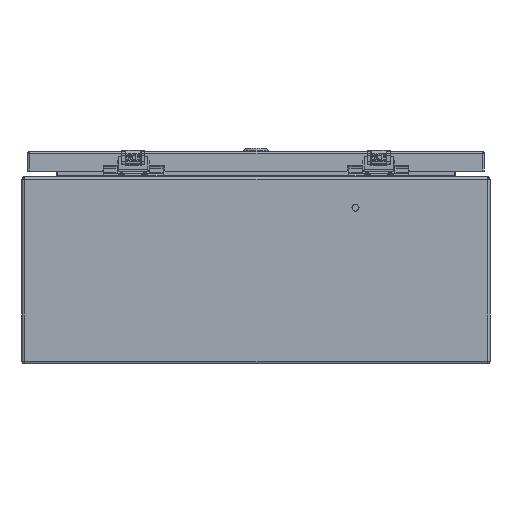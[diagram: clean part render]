
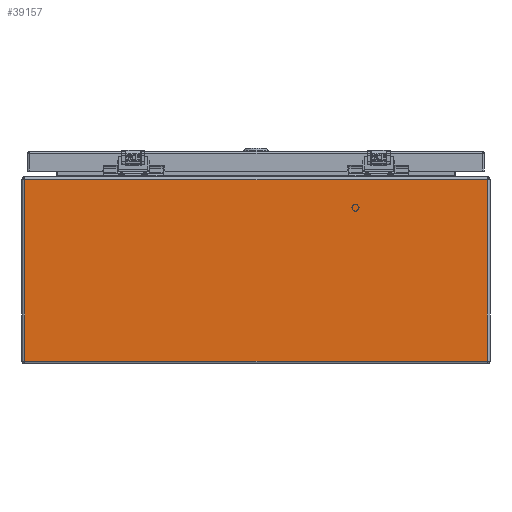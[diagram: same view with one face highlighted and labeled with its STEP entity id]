
A CAD part, left-side view. The second image highlights one B-rep face of the part: STEP entity #39157.
In plain terms, the highlighted planar face has unit normal (-1, 0, 0).
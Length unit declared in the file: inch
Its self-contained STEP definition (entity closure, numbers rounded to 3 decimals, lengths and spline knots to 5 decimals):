
#1483 = CARTESIAN_POINT ( 'NONE',  ( -23.88189, 0.11811, 0. ) ) ;
#2294 = CARTESIAN_POINT ( 'NONE',  ( -23.88189, 0., 0.11811 ) ) ;
#2833 = VERTEX_POINT ( 'NONE', #19097 ) ;
#3225 = VECTOR ( 'NONE', #22651, 39.37008 ) ;
#7120 = LINE ( 'NONE', #20095, #3225 ) ;
#8391 = ORIENTED_EDGE ( 'NONE', *, *, #10892, .T. ) ;
#8760 = ORIENTED_EDGE ( 'NONE', *, *, #37475, .T. ) ;
#9283 = DIRECTION ( 'NONE',  ( 1., 0., 0. ) ) ;
#9865 = CARTESIAN_POINT ( 'NONE',  ( -23.88189, 19.88189, 0. ) ) ;
#10892 = EDGE_CURVE ( 'NONE', #23716, #2833, #25682, .T. ) ;
#11014 = LINE ( 'NONE', #37149, #36986 ) ;
#15901 = VECTOR ( 'NONE', #16108, 39.37008 ) ;
#16108 = DIRECTION ( 'NONE',  ( 0., 0., -1. ) ) ;
#16907 = AXIS2_PLACEMENT_3D ( 'NONE', #2294, #9283, #32039 ) ;
#17932 = ORIENTED_EDGE ( 'NONE', *, *, #34225, .T. ) ;
#18006 = DIRECTION ( 'NONE',  ( 0., -1., 0. ) ) ;
#19097 = CARTESIAN_POINT ( 'NONE',  ( -23.88189, 19.88189, -7.76378 ) ) ;
#20095 = CARTESIAN_POINT ( 'NONE',  ( -23.88189, 0.11811, 0.11811 ) ) ;
#21388 = VECTOR ( 'NONE', #41241, 39.37008 ) ;
#22651 = DIRECTION ( 'NONE',  ( 0., 0., 1. ) ) ;
#22913 = EDGE_CURVE ( 'NONE', #2833, #36441, #11014, .T. ) ;
#23716 = VERTEX_POINT ( 'NONE', #9865 ) ;
#24880 = CARTESIAN_POINT ( 'NONE',  ( -23.88189, 0.11811, -7.76378 ) ) ;
#25493 = CARTESIAN_POINT ( 'NONE',  ( -23.88189, 0., 0. ) ) ;
#25662 = VERTEX_POINT ( 'NONE', #1483 ) ;
#25682 = LINE ( 'NONE', #38651, #15901 ) ;
#28266 = LINE ( 'NONE', #25493, #21388 ) ;
#32039 = DIRECTION ( 'NONE',  ( 0., 0., -1. ) ) ;
#32255 = PLANE ( 'NONE',  #16907 ) ;
#33308 = EDGE_LOOP ( 'NONE', ( #8391, #40661, #8760, #17932 ) ) ;
#34225 = EDGE_CURVE ( 'NONE', #25662, #23716, #28266, .T. ) ;
#36441 = VERTEX_POINT ( 'NONE', #24880 ) ;
#36986 = VECTOR ( 'NONE', #18006, 39.37008 ) ;
#37149 = CARTESIAN_POINT ( 'NONE',  ( -23.88189, 0., -7.76378 ) ) ;
#37475 = EDGE_CURVE ( 'NONE', #36441, #25662, #7120, .T. ) ;
#38411 = FACE_OUTER_BOUND ( 'NONE', #33308, .T. ) ;
#38651 = CARTESIAN_POINT ( 'NONE',  ( -23.88189, 19.88189, 0.11811 ) ) ;
#39157 = ADVANCED_FACE ( 'NONE', ( #38411 ), #32255, .F. ) ;
#40661 = ORIENTED_EDGE ( 'NONE', *, *, #22913, .T. ) ;
#41241 = DIRECTION ( 'NONE',  ( 0., 1., 0. ) ) ;
